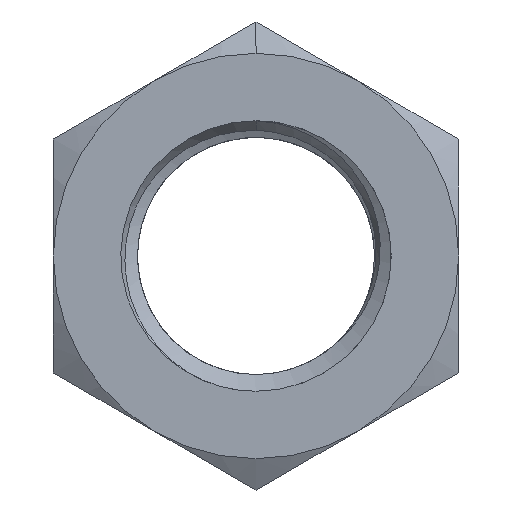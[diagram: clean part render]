
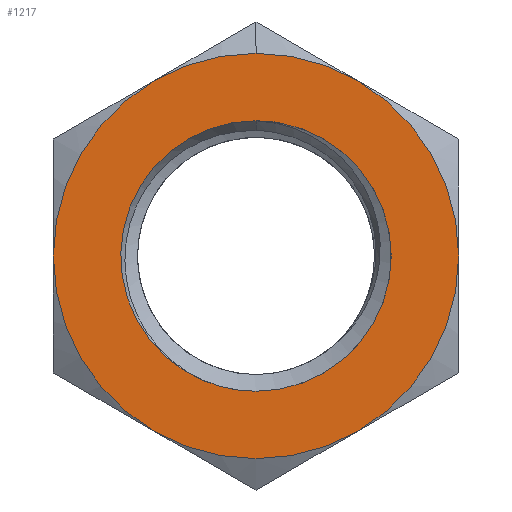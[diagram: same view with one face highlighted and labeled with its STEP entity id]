
A CAD part, front view. The second image highlights one B-rep face of the part: STEP entity #1217.
In plain terms, the highlighted planar face has unit normal (0, -1, 0).
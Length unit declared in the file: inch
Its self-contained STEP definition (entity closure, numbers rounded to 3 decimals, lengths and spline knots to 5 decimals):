
#1 = ORIENTED_EDGE ( 'NONE', *, *, #1192, .T. ) ;
#10 = CIRCLE ( 'NONE', #1039, 0.0365 ) ;
#13 = CIRCLE ( 'NONE', #1175, 0.05469 ) ;
#19 = ORIENTED_EDGE ( 'NONE', *, *, #1150, .T. ) ;
#26 = CIRCLE ( 'NONE', #1186, 0.05469 ) ;
#27 = CIRCLE ( 'NONE', #1202, 0.0365 ) ;
#32 = ORIENTED_EDGE ( 'NONE', *, *, #1195, .T. ) ;
#33 = ORIENTED_EDGE ( 'NONE', *, *, #1138, .T. ) ;
#35 = CIRCLE ( 'NONE', #1193, 0.05469 ) ;
#38 = ORIENTED_EDGE ( 'NONE', *, *, #1097, .T. ) ;
#40 = CIRCLE ( 'NONE', #1088, 0.05469 ) ;
#49 = ORIENTED_EDGE ( 'NONE', *, *, #1053, .T. ) ;
#51 = ORIENTED_EDGE ( 'NONE', *, *, #1048, .F. ) ;
#58 = ORIENTED_EDGE ( 'NONE', *, *, #1108, .T. ) ;
#75 = CIRCLE ( 'NONE', #1199, 0.05469 ) ;
#76 = ORIENTED_EDGE ( 'NONE', *, *, #1204, .T. ) ;
#87 = ORIENTED_EDGE ( 'NONE', *, *, #1179, .T. ) ;
#162 = DIRECTION ( 'NONE',  ( 0., -1., 0. ) ) ;
#170 = DIRECTION ( 'NONE',  ( 0., 0., 1. ) ) ;
#202 = CARTESIAN_POINT ( 'NONE',  ( 0., -0.03125, 0. ) ) ;
#203 = DIRECTION ( 'NONE',  ( 0., 0., 1. ) ) ;
#204 = DIRECTION ( 'NONE',  ( 0., 1., 0. ) ) ;
#214 = CARTESIAN_POINT ( 'NONE',  ( 0., -0.03125, 0. ) ) ;
#234 = VERTEX_POINT ( 'NONE', #238 ) ;
#238 = CARTESIAN_POINT ( 'NONE',  ( -0.02734, -0.03125, -0.04736 ) ) ;
#240 = VERTEX_POINT ( 'NONE', #744 ) ;
#243 = VERTEX_POINT ( 'NONE', #742 ) ;
#247 = VERTEX_POINT ( 'NONE', #735 ) ;
#263 = EDGE_LOOP ( 'NONE', ( #38, #33, #32 ) ) ;
#375 = EDGE_LOOP ( 'NONE', ( #19, #58, #87, #76, #49, #1, #51 ) ) ;
#644 = DIRECTION ( 'NONE',  ( 0., 0., 1. ) ) ;
#673 = DIRECTION ( 'NONE',  ( 0., -1., 0. ) ) ;
#683 = CARTESIAN_POINT ( 'NONE',  ( 0., -0.03125, 0. ) ) ;
#696 = VERTEX_POINT ( 'NONE', #723 ) ;
#700 = VERTEX_POINT ( 'NONE', #719 ) ;
#717 = CARTESIAN_POINT ( 'NONE',  ( 0., -0.03125, -0.0365 ) ) ;
#719 = CARTESIAN_POINT ( 'NONE',  ( 0., -0.03125, 0.0365 ) ) ;
#723 = CARTESIAN_POINT ( 'NONE',  ( -0.05469, -0.03125, 0. ) ) ;
#731 = VERTEX_POINT ( 'NONE', #717 ) ;
#735 = CARTESIAN_POINT ( 'NONE',  ( 0.02734, -0.03125, 0.04736 ) ) ;
#742 = CARTESIAN_POINT ( 'NONE',  ( 0.02734, -0.03125, -0.04736 ) ) ;
#744 = CARTESIAN_POINT ( 'NONE',  ( 0.05469, -0.03125, 0. ) ) ;
#754 = VERTEX_POINT ( 'NONE', #833 ) ;
#759 = VERTEX_POINT ( 'NONE', #848 ) ;
#762 = VERTEX_POINT ( 'NONE', #836 ) ;
#786 = DIRECTION ( 'NONE',  ( 0., -1., 0. ) ) ;
#791 = DIRECTION ( 'NONE',  ( 0., 0., 1. ) ) ;
#817 = CARTESIAN_POINT ( 'NONE',  ( 0., -0.03125, 0. ) ) ;
#833 = CARTESIAN_POINT ( 'NONE',  ( -0.02734, -0.03125, 0.04736 ) ) ;
#835 = DIRECTION ( 'NONE',  ( 0., 0., 1. ) ) ;
#836 = CARTESIAN_POINT ( 'NONE',  ( 0., -0.03125, 0.05469 ) ) ;
#837 = DIRECTION ( 'NONE',  ( 0., 1., 0. ) ) ;
#848 = CARTESIAN_POINT ( 'NONE',  ( -0.01416, -0.03125, -0.03364 ) ) ;
#888 = DIRECTION ( 'NONE',  ( 0., 1., 0. ) ) ;
#894 = DIRECTION ( 'NONE',  ( 0., 0., 1. ) ) ;
#896 = CARTESIAN_POINT ( 'NONE',  ( 0., -0.03125, 0. ) ) ;
#913 = DIRECTION ( 'NONE',  ( 0., 1., 0. ) ) ;
#936 = PLANE ( 'NONE',  #1078 ) ;
#947 = DIRECTION ( 'NONE',  ( 0., 0., 1. ) ) ;
#955 = CARTESIAN_POINT ( 'NONE',  ( -0.05469, -0.03125, -0.03157 ) ) ;
#956 = DIRECTION ( 'NONE',  ( 0., 0., 1. ) ) ;
#957 = DIRECTION ( 'NONE',  ( 0., -1., 0. ) ) ;
#996 = CARTESIAN_POINT ( 'NONE',  ( 0., -0.03125, 0. ) ) ;
#1039 = AXIS2_PLACEMENT_3D ( 'NONE', #896, #888, #894 ) ;
#1048 = EDGE_CURVE ( 'NONE', #247, #240, #40, .T. ) ;
#1053 = EDGE_CURVE ( 'NONE', #234, #243, #13, .T. ) ;
#1078 = AXIS2_PLACEMENT_3D ( 'NONE', #955, #913, #956 ) ;
#1088 = AXIS2_PLACEMENT_3D ( 'NONE', #817, #837, #835 ) ;
#1097 = EDGE_CURVE ( 'NONE', #700, #731, #27, .T. ) ;
#1108 = EDGE_CURVE ( 'NONE', #762, #754, #26, .T. ) ;
#1138 = EDGE_CURVE ( 'NONE', #731, #759, #10, .T. ) ;
#1150 = EDGE_CURVE ( 'NONE', #247, #762, #35, .T. ) ;
#1154 = AXIS2_PLACEMENT_3D ( 'NONE', #996, #957, #947 ) ;
#1166 = AXIS2_PLACEMENT_3D ( 'NONE', #1758, #1756, #1765 ) ;
#1175 = AXIS2_PLACEMENT_3D ( 'NONE', #683, #673, #644 ) ;
#1179 = EDGE_CURVE ( 'NONE', #754, #696, #75, .T. ) ;
#1186 = AXIS2_PLACEMENT_3D ( 'NONE', #202, #786, #791 ) ;
#1192 = EDGE_CURVE ( 'NONE', #243, #240, #1676, .T. ) ;
#1193 = AXIS2_PLACEMENT_3D ( 'NONE', #1645, #1641, #1652 ) ;
#1195 = EDGE_CURVE ( 'NONE', #759, #700, #1677, .T. ) ;
#1198 = AXIS2_PLACEMENT_3D ( 'NONE', #1785, #1779, #1770 ) ;
#1199 = AXIS2_PLACEMENT_3D ( 'NONE', #1806, #162, #170 ) ;
#1202 = AXIS2_PLACEMENT_3D ( 'NONE', #214, #204, #203 ) ;
#1204 = EDGE_CURVE ( 'NONE', #696, #234, #1681, .T. ) ;
#1217 = ADVANCED_FACE ( 'NONE', ( #1692, #1704 ), #936, .F. ) ;
#1641 = DIRECTION ( 'NONE',  ( 0., -1., 0. ) ) ;
#1645 = CARTESIAN_POINT ( 'NONE',  ( 0., -0.03125, 0. ) ) ;
#1652 = DIRECTION ( 'NONE',  ( 0., 0., 1. ) ) ;
#1676 = CIRCLE ( 'NONE', #1198, 0.05469 ) ;
#1677 = CIRCLE ( 'NONE', #1166, 0.0365 ) ;
#1681 = CIRCLE ( 'NONE', #1154, 0.05469 ) ;
#1692 = FACE_OUTER_BOUND ( 'NONE', #375, .T. ) ;
#1704 = FACE_BOUND ( 'NONE', #263, .T. ) ;
#1756 = DIRECTION ( 'NONE',  ( 0., 1., 0. ) ) ;
#1758 = CARTESIAN_POINT ( 'NONE',  ( 0., -0.03125, 0. ) ) ;
#1765 = DIRECTION ( 'NONE',  ( 0., 0., 1. ) ) ;
#1770 = DIRECTION ( 'NONE',  ( 0., 0., 1. ) ) ;
#1779 = DIRECTION ( 'NONE',  ( 0., -1., 0. ) ) ;
#1785 = CARTESIAN_POINT ( 'NONE',  ( 0., -0.03125, 0. ) ) ;
#1806 = CARTESIAN_POINT ( 'NONE',  ( 0., -0.03125, 0. ) ) ;
